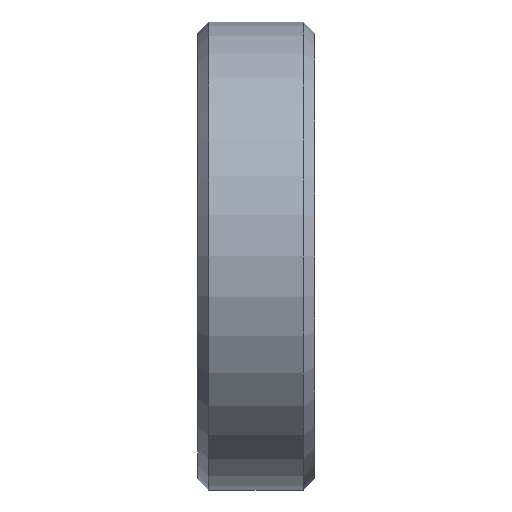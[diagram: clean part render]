
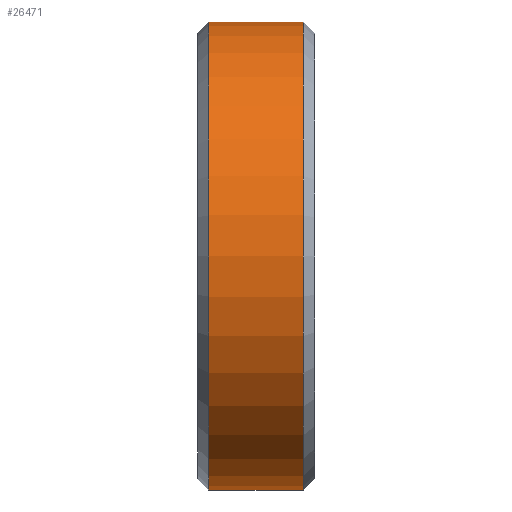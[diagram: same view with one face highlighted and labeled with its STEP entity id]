
A CAD part, front view. The second image highlights one B-rep face of the part: STEP entity #26471.
In plain terms, the highlighted cylindrical face has radius 6.25 mm (diameter 12.5 mm), a full revolution.
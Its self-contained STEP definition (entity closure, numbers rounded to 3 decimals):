
#43 = CONICAL_SURFACE('',#44,6.25,0.785);
#44 = AXIS2_PLACEMENT_3D('',#45,#46,#47);
#45 = CARTESIAN_POINT('',(0.3,0.,0.));
#46 = DIRECTION('',(1.,0.,0.));
#47 = DIRECTION('',(0.,0.,1.));
#9820 = VERTEX_POINT('',#9821);
#9821 = CARTESIAN_POINT('',(0.3,0.,6.25));
#9842 = EDGE_CURVE('',#9820,#9820,#9843,.T.);
#9843 = SURFACE_CURVE('',#9844,(#9849,#9855),.PCURVE_S1.);
#9844 = CIRCLE('',#9845,6.25);
#9845 = AXIS2_PLACEMENT_3D('',#9846,#9847,#9848);
#9846 = CARTESIAN_POINT('',(0.3,0.,0.));
#9847 = DIRECTION('',(1.,0.,-0.));
#9848 = DIRECTION('',(0.,0.,1.));
#9849 = PCURVE('',#43,#9850);
#9850 = DEFINITIONAL_REPRESENTATION('',(#9851),#9854);
#9851 = B_SPLINE_CURVE_WITH_KNOTS('',1,(#9852,#9853),.UNSPECIFIED.,.F.,
  .F.,(2,2),(0.,6.283),.PIECEWISE_BEZIER_KNOTS.);
#9852 = CARTESIAN_POINT('',(0.,0.));
#9853 = CARTESIAN_POINT('',(6.283,0.));
#9854 = ( GEOMETRIC_REPRESENTATION_CONTEXT(2) 
PARAMETRIC_REPRESENTATION_CONTEXT() REPRESENTATION_CONTEXT('2D SPACE',''
  ) );
#9855 = PCURVE('',#9856,#9861);
#9856 = CYLINDRICAL_SURFACE('',#9857,6.25);
#9857 = AXIS2_PLACEMENT_3D('',#9858,#9859,#9860);
#9858 = CARTESIAN_POINT('',(0.,0.,0.));
#9859 = DIRECTION('',(1.,0.,0.));
#9860 = DIRECTION('',(0.,0.,1.));
#9861 = DEFINITIONAL_REPRESENTATION('',(#9862),#9865);
#9862 = B_SPLINE_CURVE_WITH_KNOTS('',1,(#9863,#9864),.UNSPECIFIED.,.F.,
  .F.,(2,2),(0.,6.283),.PIECEWISE_BEZIER_KNOTS.);
#9863 = CARTESIAN_POINT('',(0.,0.3));
#9864 = CARTESIAN_POINT('',(6.283,0.3));
#9865 = ( GEOMETRIC_REPRESENTATION_CONTEXT(2) 
PARAMETRIC_REPRESENTATION_CONTEXT() REPRESENTATION_CONTEXT('2D SPACE',''
  ) );
#26471 = ADVANCED_FACE('',(#26472),#9856,.T.);
#26472 = FACE_BOUND('',#26473,.T.);
#26473 = EDGE_LOOP('',(#26474,#26495,#26496,#26497));
#26474 = ORIENTED_EDGE('',*,*,#26475,.F.);
#26475 = EDGE_CURVE('',#9820,#26476,#26478,.T.);
#26476 = VERTEX_POINT('',#26477);
#26477 = CARTESIAN_POINT('',(2.825,0.,6.25));
#26478 = SEAM_CURVE('',#26479,(#26483,#26489),.PCURVE_S1.);
#26479 = LINE('',#26480,#26481);
#26480 = CARTESIAN_POINT('',(0.,0.,6.25));
#26481 = VECTOR('',#26482,1.);
#26482 = DIRECTION('',(1.,0.,0.));
#26483 = PCURVE('',#9856,#26484);
#26484 = DEFINITIONAL_REPRESENTATION('',(#26485),#26488);
#26485 = B_SPLINE_CURVE_WITH_KNOTS('',1,(#26486,#26487),.UNSPECIFIED.,
  .F.,.F.,(2,2),(0.3,2.825),.PIECEWISE_BEZIER_KNOTS.);
#26486 = CARTESIAN_POINT('',(0.,0.3));
#26487 = CARTESIAN_POINT('',(0.,2.825));
#26488 = ( GEOMETRIC_REPRESENTATION_CONTEXT(2) 
PARAMETRIC_REPRESENTATION_CONTEXT() REPRESENTATION_CONTEXT('2D SPACE',''
  ) );
#26489 = PCURVE('',#9856,#26490);
#26490 = DEFINITIONAL_REPRESENTATION('',(#26491),#26494);
#26491 = B_SPLINE_CURVE_WITH_KNOTS('',1,(#26492,#26493),.UNSPECIFIED.,
  .F.,.F.,(2,2),(0.3,2.825),.PIECEWISE_BEZIER_KNOTS.);
#26492 = CARTESIAN_POINT('',(6.283,0.3));
#26493 = CARTESIAN_POINT('',(6.283,2.825));
#26494 = ( GEOMETRIC_REPRESENTATION_CONTEXT(2) 
PARAMETRIC_REPRESENTATION_CONTEXT() REPRESENTATION_CONTEXT('2D SPACE',''
  ) );
#26495 = ORIENTED_EDGE('',*,*,#9842,.T.);
#26496 = ORIENTED_EDGE('',*,*,#26475,.T.);
#26497 = ORIENTED_EDGE('',*,*,#26498,.F.);
#26498 = EDGE_CURVE('',#26476,#26476,#26499,.T.);
#26499 = SURFACE_CURVE('',#26500,(#26505,#26511),.PCURVE_S1.);
#26500 = CIRCLE('',#26501,6.25);
#26501 = AXIS2_PLACEMENT_3D('',#26502,#26503,#26504);
#26502 = CARTESIAN_POINT('',(2.825,0.,0.));
#26503 = DIRECTION('',(1.,0.,-0.));
#26504 = DIRECTION('',(0.,0.,1.));
#26505 = PCURVE('',#9856,#26506);
#26506 = DEFINITIONAL_REPRESENTATION('',(#26507),#26510);
#26507 = B_SPLINE_CURVE_WITH_KNOTS('',1,(#26508,#26509),.UNSPECIFIED.,
  .F.,.F.,(2,2),(0.,6.283),.PIECEWISE_BEZIER_KNOTS.);
#26508 = CARTESIAN_POINT('',(0.,2.825));
#26509 = CARTESIAN_POINT('',(6.283,2.825));
#26510 = ( GEOMETRIC_REPRESENTATION_CONTEXT(2) 
PARAMETRIC_REPRESENTATION_CONTEXT() REPRESENTATION_CONTEXT('2D SPACE',''
  ) );
#26511 = PCURVE('',#26512,#26517);
#26512 = CONICAL_SURFACE('',#26513,6.25,0.785);
#26513 = AXIS2_PLACEMENT_3D('',#26514,#26515,#26516);
#26514 = CARTESIAN_POINT('',(2.825,0.,0.));
#26515 = DIRECTION('',(-1.,-0.,-0.));
#26516 = DIRECTION('',(0.,0.,1.));
#26517 = DEFINITIONAL_REPRESENTATION('',(#26518),#26521);
#26518 = B_SPLINE_CURVE_WITH_KNOTS('',1,(#26519,#26520),.UNSPECIFIED.,
  .F.,.F.,(2,2),(0.,6.283),.PIECEWISE_BEZIER_KNOTS.);
#26519 = CARTESIAN_POINT('',(0.,0.));
#26520 = CARTESIAN_POINT('',(-6.283,0.));
#26521 = ( GEOMETRIC_REPRESENTATION_CONTEXT(2) 
PARAMETRIC_REPRESENTATION_CONTEXT() REPRESENTATION_CONTEXT('2D SPACE',''
  ) );
